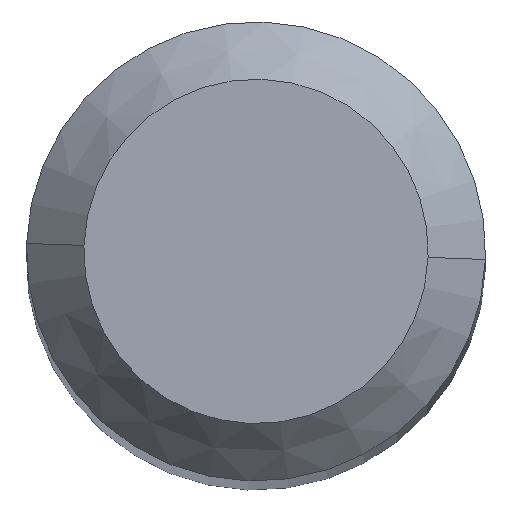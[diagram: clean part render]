
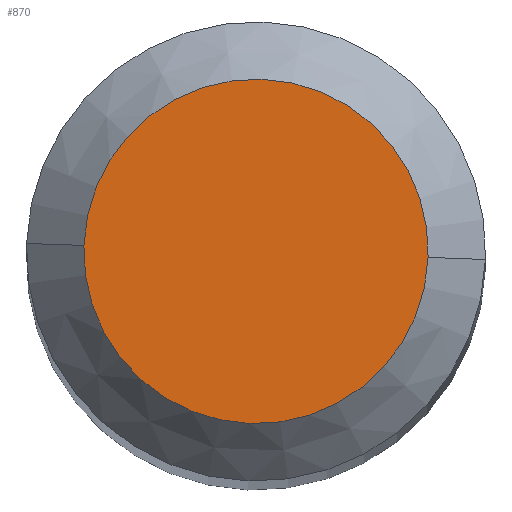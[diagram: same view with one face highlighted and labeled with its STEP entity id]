
A CAD part, top view. The second image highlights one B-rep face of the part: STEP entity #870.
In plain terms, the highlighted planar face has unit normal (0, 0, 1).
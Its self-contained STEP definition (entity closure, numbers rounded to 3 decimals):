
#670=CARTESIAN_POINT('',(-33.301,-32.669,105.2));
#680=DIRECTION('',(0.,0.,-1.));
#690=DIRECTION('',(-1.,0.,0.));
#700=AXIS2_PLACEMENT_3D('',#670,#680,#690);
#710=PLANE('',#700);
#720=CARTESIAN_POINT('',(-33.301,-34.,105.2));
#730=DIRECTION('',(0.,0.,-1.));
#740=DIRECTION('',(-1.,0.,0.));
#750=AXIS2_PLACEMENT_3D('',#720,#730,#740);
#760=CIRCLE('',#750,0.75);
#770=CARTESIAN_POINT('',(-34.051,-34.,105.2));
#780=VERTEX_POINT('',#770);
#790=CARTESIAN_POINT('',(-32.551,-34.,105.2));
#800=VERTEX_POINT('',#790);
#810=EDGE_CURVE('',#780,#800,#760,.T.);
#820=ORIENTED_EDGE('',*,*,#810,.F.);
#830=EDGE_CURVE('',#800,#780,#760,.T.);
#840=ORIENTED_EDGE('',*,*,#830,.F.);
#850=EDGE_LOOP('',(#840,#820));
#860=FACE_OUTER_BOUND('',#850,.T.);
#870=ADVANCED_FACE('',(#860),#710,.F.);
